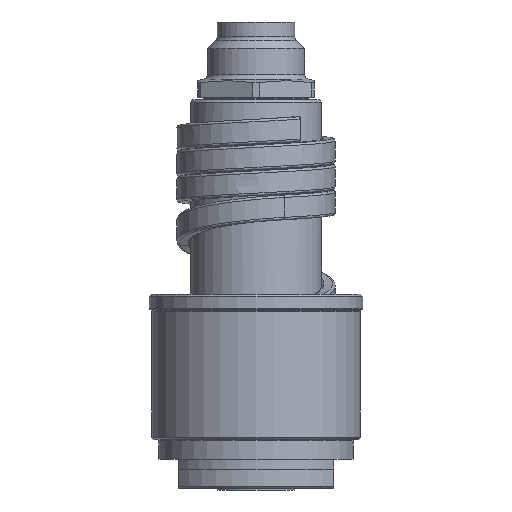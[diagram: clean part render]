
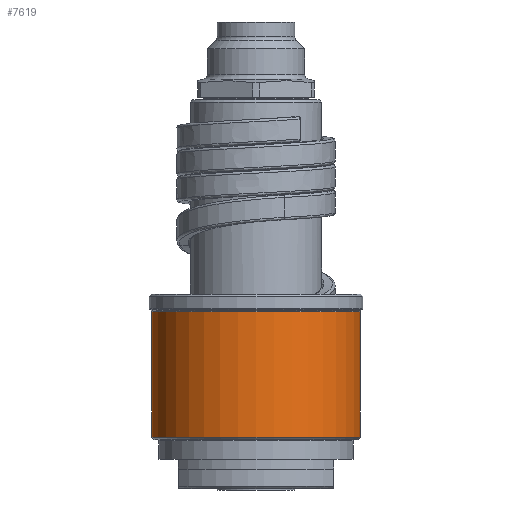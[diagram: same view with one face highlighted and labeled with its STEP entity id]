
A CAD part, front view. The second image highlights one B-rep face of the part: STEP entity #7619.
In plain terms, the highlighted cylindrical face has radius 21.5 mm (diameter 43 mm), a partial arc.
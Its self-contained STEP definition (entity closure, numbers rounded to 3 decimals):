
#1313=CARTESIAN_POINT('',(0.,0.,10.583));
#1314=DIRECTION('',(0.,0.,1.));
#1315=DIRECTION('',(-1.,0.,0.));
#1316=AXIS2_PLACEMENT_3D('',#1313,#1314,#1315);
#1318=DIRECTION('',(0.,0.,-1.));
#1319=VECTOR('',#1318,25.834);
#1320=CARTESIAN_POINT('',(-21.5,0.,36.417));
#1321=LINE('',#1320,#1319);
#1322=CARTESIAN_POINT('',(0.,0.,36.417));
#1323=DIRECTION('',(0.,0.,1.));
#1324=DIRECTION('',(-1.,0.,0.));
#1325=AXIS2_PLACEMENT_3D('',#1322,#1323,#1324);
#1327=DIRECTION('',(0.,0.,-1.));
#1328=VECTOR('',#1327,25.834);
#1329=CARTESIAN_POINT('',(21.5,0.,36.417));
#1330=LINE('',#1329,#1328);
#5514=CARTESIAN_POINT('',(21.5,0.,36.417));
#5515=CARTESIAN_POINT('',(-21.5,0.,36.417));
#5516=VERTEX_POINT('',#5514);
#5517=VERTEX_POINT('',#5515);
#5540=CARTESIAN_POINT('',(21.5,0.,10.583));
#5541=VERTEX_POINT('',#5540);
#5542=CARTESIAN_POINT('',(-21.5,0.,10.583));
#5543=VERTEX_POINT('',#5542);
#7605=CARTESIAN_POINT('',(0.,0.,8.5));
#7606=DIRECTION('',(0.,0.,1.));
#7607=DIRECTION('',(-1.,0.,0.));
#7608=AXIS2_PLACEMENT_3D('',#7605,#7606,#7607);
#7609=CYLINDRICAL_SURFACE('',#7608,21.5);
#7611=ORIENTED_EDGE('',*,*,#7610,.F.);
#7613=ORIENTED_EDGE('',*,*,#7612,.F.);
#7614=ORIENTED_EDGE('',*,*,#7595,.T.);
#7616=ORIENTED_EDGE('',*,*,#7615,.T.);
#7617=EDGE_LOOP('',(#7611,#7613,#7614,#7616));
#7618=FACE_OUTER_BOUND('',#7617,.F.);
#1317=CIRCLE('',#1316,21.5);
#1326=CIRCLE('',#1325,21.5);
#7595=EDGE_CURVE('',#5517,#5516,#1326,.T.);
#7610=EDGE_CURVE('',#5543,#5541,#1317,.T.);
#7612=EDGE_CURVE('',#5517,#5543,#1321,.T.);
#7615=EDGE_CURVE('',#5516,#5541,#1330,.T.);
#7619=ADVANCED_FACE('',(#7618),#7609,.T.);
